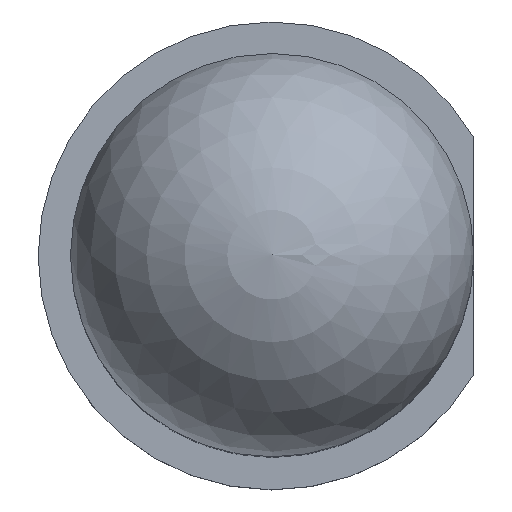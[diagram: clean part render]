
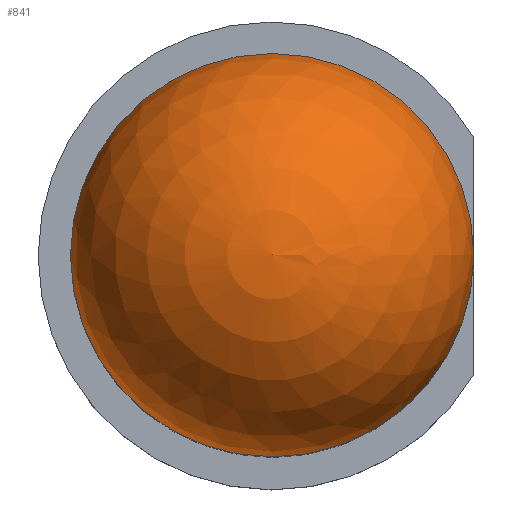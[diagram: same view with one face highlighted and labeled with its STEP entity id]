
A CAD part, top view. The second image highlights one B-rep face of the part: STEP entity #841.
In plain terms, the highlighted spherical face has radius 2.5 mm.
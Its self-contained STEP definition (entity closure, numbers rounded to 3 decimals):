
#20=SPHERICAL_SURFACE('',#888,2.5);
#32=CIRCLE('',#887,2.5);
#82=ORIENTED_EDGE('',*,*,#239,.F.);
#239=EDGE_CURVE('',#319,#319,#32,.T.);
#319=VERTEX_POINT('',#1162);
#496=EDGE_LOOP('',(#82));
#535=FACE_BOUND('',#496,.T.);
#841=ADVANCED_FACE('',(#535),#20,.T.);
#887=AXIS2_PLACEMENT_3D('',#1161,#982,#983);
#888=AXIS2_PLACEMENT_3D('',#1163,#984,#985);
#982=DIRECTION('',(0.,0.,-1.));
#983=DIRECTION('',(-1.,0.,0.));
#984=DIRECTION('',(0.,0.,1.));
#985=DIRECTION('',(1.,0.,0.));
#1161=CARTESIAN_POINT('',(0.,0.,6.2));
#1162=CARTESIAN_POINT('',(-2.5,0.,6.2));
#1163=CARTESIAN_POINT('',(0.,0.,6.2));
